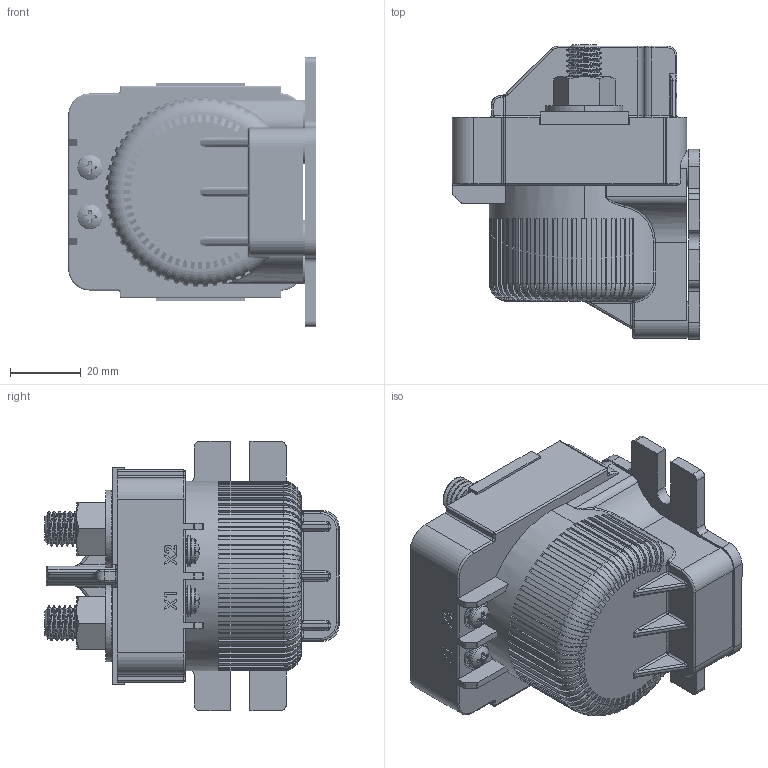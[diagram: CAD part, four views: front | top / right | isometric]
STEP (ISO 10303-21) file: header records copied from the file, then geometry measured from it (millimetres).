
FILE_DESCRIPTION (( 'STEP AP214' ), '1' );
FILE_NAME ('MX54_step_122115.STEP', '2015-12-21T17:04:24', ( 'Temp' ), ( '' ), 'SwSTEP 2.0', 'SolidWorks 2014', '' );
FILE_SCHEMA (( 'AUTOMOTIVE_DESIGN' ));
Length unit declared in the file: inch
Products named in the file (1): MX54_step_122115
Bounding box: 69.85 x 83.09 x 76 mm (x, y, z)
Volume: 74163.9 mm3; surface area: 63519.1 mm2
Topology: 24 solids, 24 shells, 6170 faces, 13814 edges, 7688 vertices
Faces by surface type: bspline 3466, cylinder 1363, plane 855, torus 235, cone 185, sphere 66
Entity records: 582998 total; most frequent: CARTESIAN_POINT 401309, ORIENTED_EDGE 27480, EDGE_CURVE 13740, DIRECTION 13468, VERTEX_POINT 7674, EDGE_LOOP 6268, LENGTH_MEASURE_WITH_UNIT 6196, DIMENSIONAL_EXPONENTS 6196
